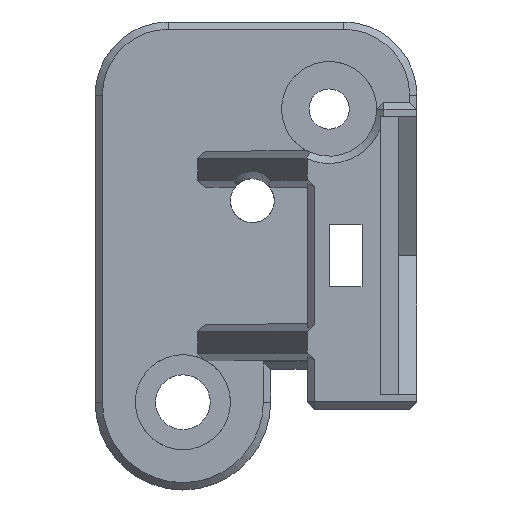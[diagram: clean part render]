
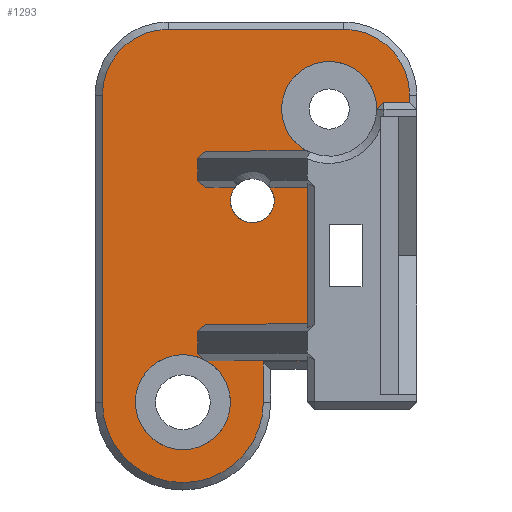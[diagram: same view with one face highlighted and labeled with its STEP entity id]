
A CAD part, top view. The second image highlights one B-rep face of the part: STEP entity #1293.
In plain terms, the highlighted planar face has unit normal (0, 0, 1).
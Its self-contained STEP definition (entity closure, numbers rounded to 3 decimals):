
#64=CIRCLE('',#1374,6.5);
#66=CIRCLE('',#1376,6.5);
#69=CIRCLE('',#1387,9.);
#71=CIRCLE('',#1391,9.);
#73=CIRCLE('',#1395,11.);
#75=CIRCLE('',#1401,3.);
#76=CIRCLE('',#1402,3.);
#77=CIRCLE('',#1403,6.5);
#78=CIRCLE('',#1404,6.5);
#119=FACE_OUTER_BOUND('',#196,.T.);
#196=EDGE_LOOP('',(#1010,#1011,#1012,#1013,#1014,#1015,#1016,#1017,#1018,
#1019,#1020,#1021,#1022,#1023,#1024,#1025,#1026,#1027,#1028,#1029,#1030,
#1031,#1032,#1033,#1034,#1035,#1036,#1037,#1038));
#261=LINE('',#1853,#404);
#266=LINE('',#1949,#409);
#269=LINE('',#1958,#412);
#272=LINE('',#1965,#415);
#274=LINE('',#1969,#417);
#302=LINE('',#2038,#445);
#306=LINE('',#2047,#449);
#310=LINE('',#2061,#453);
#313=LINE('',#2080,#456);
#317=LINE('',#2098,#460);
#321=LINE('',#2107,#464);
#325=LINE('',#2119,#468);
#329=LINE('',#2131,#472);
#332=LINE('',#2140,#475);
#339=LINE('',#2152,#482);
#340=LINE('',#2154,#483);
#341=LINE('',#2156,#484);
#342=LINE('',#2158,#485);
#343=LINE('',#2163,#486);
#344=LINE('',#2167,#487);
#404=VECTOR('',#1481,10.);
#409=VECTOR('',#1494,10.);
#412=VECTOR('',#1499,10.);
#415=VECTOR('',#1504,10.);
#417=VECTOR('',#1508,10.);
#445=VECTOR('',#1564,10.);
#449=VECTOR('',#1572,10.);
#453=VECTOR('',#1586,10.);
#456=VECTOR('',#1595,10.);
#460=VECTOR('',#1607,10.);
#464=VECTOR('',#1613,10.);
#468=VECTOR('',#1625,10.);
#472=VECTOR('',#1637,10.);
#475=VECTOR('',#1648,10.);
#482=VECTOR('',#1661,10.);
#483=VECTOR('',#1662,10.);
#484=VECTOR('',#1663,10.);
#485=VECTOR('',#1664,10.);
#486=VECTOR('',#1669,10.);
#487=VECTOR('',#1674,10.);
#547=VERTEX_POINT('',#1850);
#548=VERTEX_POINT('',#1852);
#555=VERTEX_POINT('',#1948);
#557=VERTEX_POINT('',#1956);
#559=VERTEX_POINT('',#1962);
#560=VERTEX_POINT('',#1964);
#561=VERTEX_POINT('',#1968);
#587=VERTEX_POINT('',#2035);
#588=VERTEX_POINT('',#2037);
#590=VERTEX_POINT('',#2043);
#592=VERTEX_POINT('',#2049);
#594=VERTEX_POINT('',#2054);
#596=VERTEX_POINT('',#2059);
#601=VERTEX_POINT('',#2078);
#602=VERTEX_POINT('',#2079);
#606=VERTEX_POINT('',#2097);
#609=VERTEX_POINT('',#2104);
#610=VERTEX_POINT('',#2106);
#612=VERTEX_POINT('',#2111);
#614=VERTEX_POINT('',#2117);
#616=VERTEX_POINT('',#2123);
#618=VERTEX_POINT('',#2129);
#620=VERTEX_POINT('',#2135);
#623=VERTEX_POINT('',#2153);
#624=VERTEX_POINT('',#2155);
#625=VERTEX_POINT('',#2157);
#626=VERTEX_POINT('',#2159);
#627=VERTEX_POINT('',#2162);
#628=VERTEX_POINT('',#2164);
#666=EDGE_CURVE('',#547,#548,#261,.F.);
#677=EDGE_CURVE('',#555,#548,#266,.T.);
#681=EDGE_CURVE('',#547,#557,#269,.T.);
#684=EDGE_CURVE('',#559,#560,#272,.F.);
#686=EDGE_CURVE('',#561,#560,#274,.T.);
#721=EDGE_CURVE('',#588,#587,#302,.T.);
#726=EDGE_CURVE('',#561,#590,#306,.F.);
#727=EDGE_CURVE('',#592,#590,#64,.T.);
#730=EDGE_CURVE('',#594,#592,#66,.T.);
#733=EDGE_CURVE('',#596,#557,#310,.F.);
#739=EDGE_CURVE('',#601,#602,#313,.F.);
#747=EDGE_CURVE('',#588,#606,#317,.T.);
#751=EDGE_CURVE('',#609,#610,#321,.T.);
#754=EDGE_CURVE('',#612,#609,#69,.T.);
#757=EDGE_CURVE('',#614,#612,#325,.T.);
#760=EDGE_CURVE('',#616,#614,#71,.T.);
#763=EDGE_CURVE('',#618,#616,#329,.T.);
#766=EDGE_CURVE('',#620,#618,#73,.T.);
#768=EDGE_CURVE('',#606,#620,#332,.T.);
#775=EDGE_CURVE('',#587,#594,#339,.T.);
#776=EDGE_CURVE('',#559,#623,#340,.T.);
#777=EDGE_CURVE('',#623,#624,#341,.T.);
#778=EDGE_CURVE('',#624,#625,#342,.T.);
#779=EDGE_CURVE('',#625,#626,#75,.T.);
#780=EDGE_CURVE('',#626,#555,#76,.T.);
#781=EDGE_CURVE('',#596,#627,#343,.T.);
#782=EDGE_CURVE('',#627,#628,#77,.T.);
#783=EDGE_CURVE('',#628,#602,#78,.T.);
#784=EDGE_CURVE('',#601,#610,#344,.T.);
#1010=ORIENTED_EDGE('',*,*,#751,.F.);
#1011=ORIENTED_EDGE('',*,*,#754,.F.);
#1012=ORIENTED_EDGE('',*,*,#757,.F.);
#1013=ORIENTED_EDGE('',*,*,#760,.F.);
#1014=ORIENTED_EDGE('',*,*,#763,.F.);
#1015=ORIENTED_EDGE('',*,*,#766,.F.);
#1016=ORIENTED_EDGE('',*,*,#768,.F.);
#1017=ORIENTED_EDGE('',*,*,#747,.F.);
#1018=ORIENTED_EDGE('',*,*,#721,.T.);
#1019=ORIENTED_EDGE('',*,*,#775,.T.);
#1020=ORIENTED_EDGE('',*,*,#730,.T.);
#1021=ORIENTED_EDGE('',*,*,#727,.T.);
#1022=ORIENTED_EDGE('',*,*,#726,.F.);
#1023=ORIENTED_EDGE('',*,*,#686,.T.);
#1024=ORIENTED_EDGE('',*,*,#684,.F.);
#1025=ORIENTED_EDGE('',*,*,#776,.T.);
#1026=ORIENTED_EDGE('',*,*,#777,.T.);
#1027=ORIENTED_EDGE('',*,*,#778,.T.);
#1028=ORIENTED_EDGE('',*,*,#779,.T.);
#1029=ORIENTED_EDGE('',*,*,#780,.T.);
#1030=ORIENTED_EDGE('',*,*,#677,.T.);
#1031=ORIENTED_EDGE('',*,*,#666,.F.);
#1032=ORIENTED_EDGE('',*,*,#681,.T.);
#1033=ORIENTED_EDGE('',*,*,#733,.F.);
#1034=ORIENTED_EDGE('',*,*,#781,.T.);
#1035=ORIENTED_EDGE('',*,*,#782,.T.);
#1036=ORIENTED_EDGE('',*,*,#783,.T.);
#1037=ORIENTED_EDGE('',*,*,#739,.F.);
#1038=ORIENTED_EDGE('',*,*,#784,.T.);
#1232=PLANE('',#1400);
#1293=ADVANCED_FACE('',(#119),#1232,.T.);
#1374=AXIS2_PLACEMENT_3D('',#2050,#1575,#1576);
#1376=AXIS2_PLACEMENT_3D('',#2055,#1580,#1581);
#1387=AXIS2_PLACEMENT_3D('',#2113,#1618,#1619);
#1391=AXIS2_PLACEMENT_3D('',#2125,#1630,#1631);
#1395=AXIS2_PLACEMENT_3D('',#2137,#1642,#1643);
#1400=AXIS2_PLACEMENT_3D('',#2151,#1659,#1660);
#1401=AXIS2_PLACEMENT_3D('',#2160,#1665,#1666);
#1402=AXIS2_PLACEMENT_3D('',#2161,#1667,#1668);
#1403=AXIS2_PLACEMENT_3D('',#2165,#1670,#1671);
#1404=AXIS2_PLACEMENT_3D('',#2166,#1672,#1673);
#1481=DIRECTION('',(-0.747,0.665,0.));
#1494=DIRECTION('',(-1.,0.,0.));
#1499=DIRECTION('',(0.,1.,0.));
#1504=DIRECTION('',(0.747,0.665,0.));
#1508=DIRECTION('',(0.,1.,0.));
#1564=DIRECTION('',(0.,1.,0.));
#1572=DIRECTION('',(-0.747,0.665,0.));
#1575=DIRECTION('center_axis',(0.,0.,-1.));
#1576=DIRECTION('ref_axis',(-1.,0.,0.));
#1580=DIRECTION('center_axis',(0.,0.,-1.));
#1581=DIRECTION('ref_axis',(-1.,0.,0.));
#1586=DIRECTION('',(0.747,0.665,0.));
#1595=DIRECTION('',(0.685,0.729,0.));
#1607=DIRECTION('',(-1.,0.,0.));
#1613=DIRECTION('',(0.,-1.,0.));
#1618=DIRECTION('center_axis',(0.,0.,-1.));
#1619=DIRECTION('ref_axis',(1.,0.,0.));
#1625=DIRECTION('',(1.,0.,0.));
#1630=DIRECTION('center_axis',(0.,0.,-1.));
#1631=DIRECTION('ref_axis',(-1.,0.,0.));
#1637=DIRECTION('',(0.,1.,0.));
#1642=DIRECTION('center_axis',(0.,0.,-1.));
#1643=DIRECTION('ref_axis',(1.,0.,0.));
#1648=DIRECTION('',(0.,-1.,0.));
#1659=DIRECTION('center_axis',(0.,0.,1.));
#1660=DIRECTION('ref_axis',(1.,0.,0.));
#1661=DIRECTION('',(-1.,0.,0.));
#1662=DIRECTION('',(1.,0.,0.));
#1663=DIRECTION('',(0.,1.,0.));
#1664=DIRECTION('',(-1.,0.,0.));
#1665=DIRECTION('center_axis',(0.,0.,-1.));
#1666=DIRECTION('ref_axis',(-1.,0.,0.));
#1667=DIRECTION('center_axis',(0.,0.,-1.));
#1668=DIRECTION('ref_axis',(-1.,0.,0.));
#1669=DIRECTION('',(1.,0.,0.));
#1670=DIRECTION('center_axis',(0.,0.,-1.));
#1671=DIRECTION('ref_axis',(-1.,0.,0.));
#1672=DIRECTION('center_axis',(0.,0.,-1.));
#1673=DIRECTION('ref_axis',(-1.,0.,0.));
#1674=DIRECTION('',(1.,0.,0.));
#1850=CARTESIAN_POINT('',(34.,25.834,5.));
#1852=CARTESIAN_POINT('',(35.123,24.834,5.));
#1853=CARTESIAN_POINT('',(36.257,23.823,5.));
#1948=CARTESIAN_POINT('',(39.088,24.834,5.));
#1949=CARTESIAN_POINT('',(33.,24.834,5.));
#1956=CARTESIAN_POINT('',(34.,28.834,5.));
#1958=CARTESIAN_POINT('',(34.,22.667,5.));
#1962=CARTESIAN_POINT('',(35.123,6.166,5.));
#1964=CARTESIAN_POINT('',(34.,5.166,5.));
#1965=CARTESIAN_POINT('',(36.689,7.561,5.));
#1968=CARTESIAN_POINT('',(34.,2.166,5.));
#1969=CARTESIAN_POINT('',(34.,10.833,5.));
#2035=CARTESIAN_POINT('',(49.,1.166,5.));
#2037=CARTESIAN_POINT('',(49.,1.,5.));
#2038=CARTESIAN_POINT('',(49.,22.667,5.));
#2043=CARTESIAN_POINT('',(35.025,1.253,5.));
#2047=CARTESIAN_POINT('',(30.414,5.361,5.));
#2049=CARTESIAN_POINT('',(38.5,-4.5,5.));
#2050=CARTESIAN_POINT('Origin',(32.,-4.5,5.));
#2054=CARTESIAN_POINT('',(35.185,1.166,5.));
#2055=CARTESIAN_POINT('Origin',(32.,-4.5,5.));
#2059=CARTESIAN_POINT('',(35.123,29.834,5.));
#2061=CARTESIAN_POINT('',(30.811,25.993,5.));
#2078=CARTESIAN_POINT('',(59.437,36.5,5.));
#2079=CARTESIAN_POINT('',(58.499,35.502,5.));
#2080=CARTESIAN_POINT('',(47.528,23.829,5.));
#2097=CARTESIAN_POINT('',(43.,1.,5.));
#2098=CARTESIAN_POINT('',(38.,1.,5.));
#2104=CARTESIAN_POINT('',(63.,37.5,5.));
#2106=CARTESIAN_POINT('',(63.,36.5,5.));
#2107=CARTESIAN_POINT('',(63.,7.75,5.));
#2111=CARTESIAN_POINT('',(54.,46.5,5.));
#2113=CARTESIAN_POINT('Origin',(54.,37.5,5.));
#2117=CARTESIAN_POINT('',(30.,46.5,5.));
#2119=CARTESIAN_POINT('',(43.,46.5,5.));
#2123=CARTESIAN_POINT('',(21.,37.5,5.));
#2125=CARTESIAN_POINT('Origin',(30.,37.5,5.));
#2129=CARTESIAN_POINT('',(21.,-4.5,5.));
#2131=CARTESIAN_POINT('',(21.,7.75,5.));
#2135=CARTESIAN_POINT('',(43.,-4.5,5.));
#2137=CARTESIAN_POINT('Origin',(32.,-4.5,5.));
#2140=CARTESIAN_POINT('',(43.,5.5,5.));
#2151=CARTESIAN_POINT('Origin',(32.,15.5,5.));
#2152=CARTESIAN_POINT('',(33.592,1.166,5.));
#2153=CARTESIAN_POINT('',(49.,6.166,5.));
#2154=CARTESIAN_POINT('',(40.5,6.166,5.));
#2155=CARTESIAN_POINT('',(49.,24.834,5.));
#2156=CARTESIAN_POINT('',(49.,22.667,5.));
#2157=CARTESIAN_POINT('',(43.912,24.834,5.));
#2158=CARTESIAN_POINT('',(37.956,24.834,5.));
#2159=CARTESIAN_POINT('',(44.5,23.05,5.));
#2160=CARTESIAN_POINT('Origin',(41.5,23.05,5.));
#2161=CARTESIAN_POINT('Origin',(41.5,23.05,5.));
#2162=CARTESIAN_POINT('',(49.,29.834,5.));
#2163=CARTESIAN_POINT('',(40.5,29.834,5.));
#2164=CARTESIAN_POINT('',(58.5,35.6,5.));
#2165=CARTESIAN_POINT('Origin',(52.,35.6,5.));
#2166=CARTESIAN_POINT('Origin',(52.,35.6,5.));
#2167=CARTESIAN_POINT('',(48.,36.5,5.));
